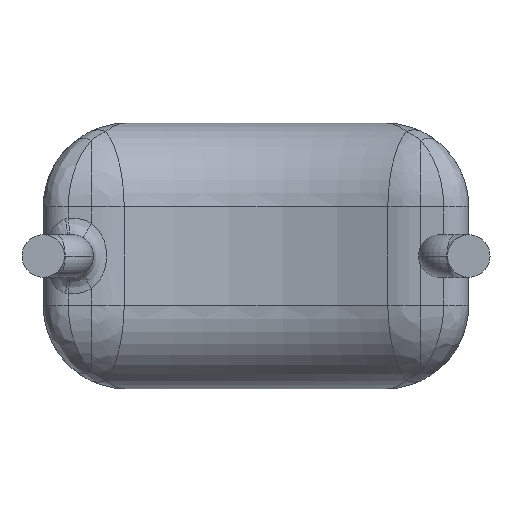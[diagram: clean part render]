
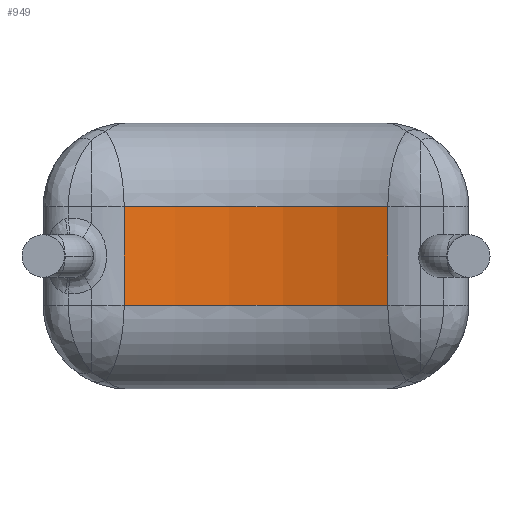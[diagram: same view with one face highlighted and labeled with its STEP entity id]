
A CAD part, front view. The second image highlights one B-rep face of the part: STEP entity #949.
In plain terms, the highlighted cylindrical face has radius 4.028 mm (diameter 8.056 mm), a partial arc.
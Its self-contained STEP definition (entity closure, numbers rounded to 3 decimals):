
#42 = EDGE_LOOP ( 'NONE', ( #2450, #1674, #1404, #105 ) ) ;
#51 = CIRCLE ( 'NONE', #1340, 4.028 ) ;
#57 = VERTEX_POINT ( 'NONE', #2394 ) ;
#79 = EDGE_CURVE ( 'NONE', #2100, #2729, #346, .T. ) ;
#85 = LINE ( 'NONE', #1117, #1383 ) ;
#105 = ORIENTED_EDGE ( 'NONE', *, *, #1277, .T. ) ;
#346 = LINE ( 'NONE', #2089, #2099 ) ;
#704 = AXIS2_PLACEMENT_3D ( 'NONE', #969, #939, #1550 ) ;
#740 = CARTESIAN_POINT ( 'NONE',  ( 1.574, 0.864, 0.587 ) ) ;
#772 = DIRECTION ( 'NONE',  ( 0., 0., -1. ) ) ;
#896 = DIRECTION ( 'NONE',  ( -1., 0., 0. ) ) ;
#939 = DIRECTION ( 'NONE',  ( 0., 0., 1. ) ) ;
#949 = ADVANCED_FACE ( 'NONE', ( #1260 ), #1906, .F. ) ;
#951 = CARTESIAN_POINT ( 'NONE',  ( 0., -2.844, -0.587 ) ) ;
#969 = CARTESIAN_POINT ( 'NONE',  ( 0., -2.844, 0.587 ) ) ;
#1117 = CARTESIAN_POINT ( 'NONE',  ( 1.574, 0.864, 1.587 ) ) ;
#1143 = DIRECTION ( 'NONE',  ( 0., 0., -1. ) ) ;
#1203 = CARTESIAN_POINT ( 'NONE',  ( -1.574, 0.864, 0.587 ) ) ;
#1243 = VERTEX_POINT ( 'NONE', #740 ) ;
#1260 = FACE_OUTER_BOUND ( 'NONE', #42, .T. ) ;
#1277 = EDGE_CURVE ( 'NONE', #1243, #2100, #2583, .T. ) ;
#1336 = AXIS2_PLACEMENT_3D ( 'NONE', #2379, #1493, #2550 ) ;
#1340 = AXIS2_PLACEMENT_3D ( 'NONE', #951, #1143, #896 ) ;
#1383 = VECTOR ( 'NONE', #2610, 1000. ) ;
#1404 = ORIENTED_EDGE ( 'NONE', *, *, #2070, .T. ) ;
#1420 = CARTESIAN_POINT ( 'NONE',  ( -1.574, 0.864, -0.587 ) ) ;
#1493 = DIRECTION ( 'NONE',  ( 0., 0., -1. ) ) ;
#1550 = DIRECTION ( 'NONE',  ( -1., 0., 0. ) ) ;
#1674 = ORIENTED_EDGE ( 'NONE', *, *, #2032, .T. ) ;
#1906 = CYLINDRICAL_SURFACE ( 'NONE', #1336, 4.028 ) ;
#2032 = EDGE_CURVE ( 'NONE', #2729, #57, #51, .T. ) ;
#2070 = EDGE_CURVE ( 'NONE', #57, #1243, #85, .T. ) ;
#2089 = CARTESIAN_POINT ( 'NONE',  ( -1.574, 0.864, 1.587 ) ) ;
#2099 = VECTOR ( 'NONE', #772, 1000. ) ;
#2100 = VERTEX_POINT ( 'NONE', #1203 ) ;
#2379 = CARTESIAN_POINT ( 'NONE',  ( 0., -2.844, 1.587 ) ) ;
#2394 = CARTESIAN_POINT ( 'NONE',  ( 1.574, 0.864, -0.587 ) ) ;
#2450 = ORIENTED_EDGE ( 'NONE', *, *, #79, .T. ) ;
#2550 = DIRECTION ( 'NONE',  ( -1., 0., 0. ) ) ;
#2583 = CIRCLE ( 'NONE', #704, 4.028 ) ;
#2610 = DIRECTION ( 'NONE',  ( 0., 0., 1. ) ) ;
#2729 = VERTEX_POINT ( 'NONE', #1420 ) ;
